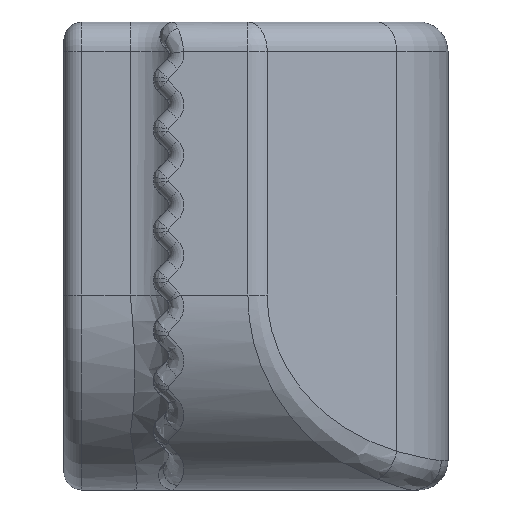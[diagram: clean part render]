
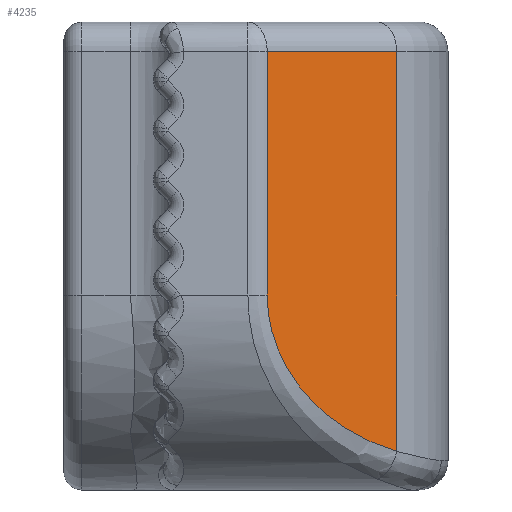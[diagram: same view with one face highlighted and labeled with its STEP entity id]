
A CAD part, left-side view. The second image highlights one B-rep face of the part: STEP entity #4235.
In plain terms, the highlighted planar face has unit normal (-0.758, -0.652, 0).
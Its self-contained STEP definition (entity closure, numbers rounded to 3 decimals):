
#570 = EDGE_CURVE ( 'NONE', #6367, #7618, #5828, .T. ) ;
#737 = AXIS2_PLACEMENT_3D ( 'NONE', #12893, #8743, #12828 ) ;
#898 = FACE_OUTER_BOUND ( 'NONE', #12725, .T. ) ;
#1357 = VERTEX_POINT ( 'NONE', #9034 ) ;
#2036 = ORIENTED_EDGE ( 'NONE', *, *, #12383, .T. ) ;
#2463 = CARTESIAN_POINT ( 'NONE',  ( -7.629, -1.92, 3.3 ) ) ;
#2682 = DIRECTION ( 'NONE',  ( 0., 0., -1. ) ) ;
#2805 = VERTEX_POINT ( 'NONE', #13997 ) ;
#3108 = CARTESIAN_POINT ( 'NONE',  ( -5.748, -4.109, 0.655 ) ) ;
#4235 = ADVANCED_FACE ( 'NONE', ( #898 ), #9811, .F. ) ;
#4410 = ORIENTED_EDGE ( 'NONE', *, *, #570, .T. ) ;
#4418 = DIRECTION ( 'NONE',  ( 0., 0., 1. ) ) ;
#4936 = EDGE_CURVE ( 'NONE', #1357, #2805, #5412, .T. ) ;
#5412 = LINE ( 'NONE', #5554, #6889 ) ;
#5538 = CARTESIAN_POINT ( 'NONE',  ( -7.629, -1.92, 7.42 ) ) ;
#5554 = CARTESIAN_POINT ( 'NONE',  ( -5.748, -4.109, 7.92 ) ) ;
#5828 = LINE ( 'NONE', #11341, #10267 ) ;
#6246 = EDGE_CURVE ( 'NONE', #7618, #1357, #9889, .T. ) ;
#6367 = VERTEX_POINT ( 'NONE', #5538 ) ;
#6374 = DIRECTION ( 'NONE',  ( -0.652, 0.758, 0. ) ) ;
#6889 = VECTOR ( 'NONE', #4418, 1000. ) ;
#7255 = CARTESIAN_POINT ( 'NONE',  ( -7.629, -1.92, 2.066 ) ) ;
#7532 = CARTESIAN_POINT ( 'NONE',  ( -6.914, -2.752, 1.06 ) ) ;
#7618 = VERTEX_POINT ( 'NONE', #2463 ) ;
#7928 = VECTOR ( 'NONE', #6374, 1000. ) ;
#8530 = CARTESIAN_POINT ( 'NONE',  ( -7.629, -1.92, 3.3 ) ) ;
#8743 = DIRECTION ( 'NONE',  ( 0.758, 0.652, 0. ) ) ;
#9034 = CARTESIAN_POINT ( 'NONE',  ( -5.748, -4.109, 0.655 ) ) ;
#9112 = ORIENTED_EDGE ( 'NONE', *, *, #6246, .T. ) ;
#9811 = PLANE ( 'NONE',  #737 ) ;
#9889 =( BOUNDED_CURVE ( )  B_SPLINE_CURVE ( 3, ( #8530, #7255, #7532, #3108 ),
 .UNSPECIFIED., .F., .T. ) 
 B_SPLINE_CURVE_WITH_KNOTS ( ( 4, 4 ),
 ( 0., 1.236 ),
 .UNSPECIFIED. ) 
 CURVE ( )  GEOMETRIC_REPRESENTATION_ITEM ( )  RATIONAL_B_SPLINE_CURVE ( ( 1., 0.877, 0.877, 1. ) ) 
 REPRESENTATION_ITEM ( '' )  );
#10267 = VECTOR ( 'NONE', #2682, 1000. ) ;
#11341 = CARTESIAN_POINT ( 'NONE',  ( -7.629, -1.92, 7.92 ) ) ;
#11813 = LINE ( 'NONE', #12234, #7928 ) ;
#12234 = CARTESIAN_POINT ( 'NONE',  ( -7.75, -1.779, 7.42 ) ) ;
#12383 = EDGE_CURVE ( 'NONE', #2805, #6367, #11813, .T. ) ;
#12440 = ORIENTED_EDGE ( 'NONE', *, *, #4936, .T. ) ;
#12725 = EDGE_LOOP ( 'NONE', ( #4410, #9112, #12440, #2036 ) ) ;
#12828 = DIRECTION ( 'NONE',  ( -0.652, 0.758, 0. ) ) ;
#12893 = CARTESIAN_POINT ( 'NONE',  ( -7.75, -1.779, 7.92 ) ) ;
#13997 = CARTESIAN_POINT ( 'NONE',  ( -5.748, -4.109, 7.42 ) ) ;
